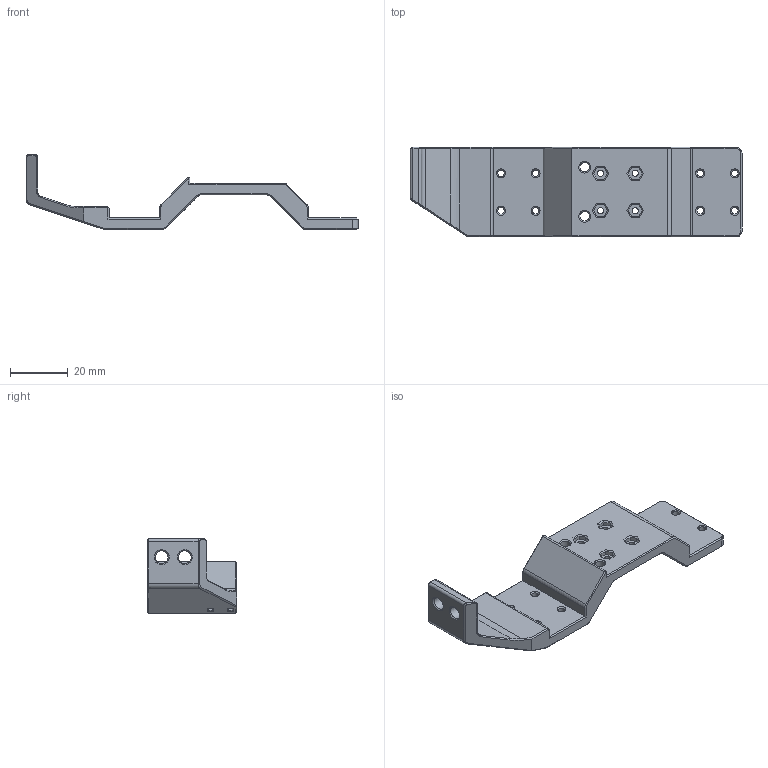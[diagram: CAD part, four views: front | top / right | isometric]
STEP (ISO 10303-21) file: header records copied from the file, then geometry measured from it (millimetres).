
FILE_DESCRIPTION(/* description */ ('','CAx-IF Rec.Pracs.---Representation and Presentation of Product Manufacturing Information (PMI)---4.0---2014-10-13'),/* implementation_level */ '2;1');
FILE_NAME(/* name */ 'rear_z_rail_mount_m2_nut.step',/* time_stamp */ '2025-03-26T22:08:07+08:00',/* author */ (''),/* organization */ (''),/* preprocessor_version */ 'ST-DEVELOPER v20',/* originating_system */ 'Autodesk Translation Framework v13.20.0.188',/* authorisation */ '');
FILE_SCHEMA (('AP242_MANAGED_MODEL_BASED_3D_ENGINEERING_MIM_LF { 1 0 10303 442 1 1 4 }'));
Length unit declared in the file: millimetre
Products named in the file (1): rear_z_rail_mount_m2_inserts
Bounding box: 115 x 31 x 26 mm (x, y, z)
Volume: 19206.7 mm3; surface area: 10196.7 mm2
Topology: 1 solids, 1 shells, 239 faces, 572 edges, 339 vertices
Faces by surface type: plane 128, cone 57, cylinder 41, bspline 13
Full cylindrical faces by diameter (mm): 2.2 x4, 2.3 x8, 3.3 x2, 4.4 x2
Entity records: 7559 total; most frequent: CARTESIAN_POINT 1948, ORIENTED_EDGE 1144, DIRECTION 1138, EDGE_CURVE 572, LINE 402, VECTOR 402, AXIS2_PLACEMENT_3D 368, VERTEX_POINT 339
